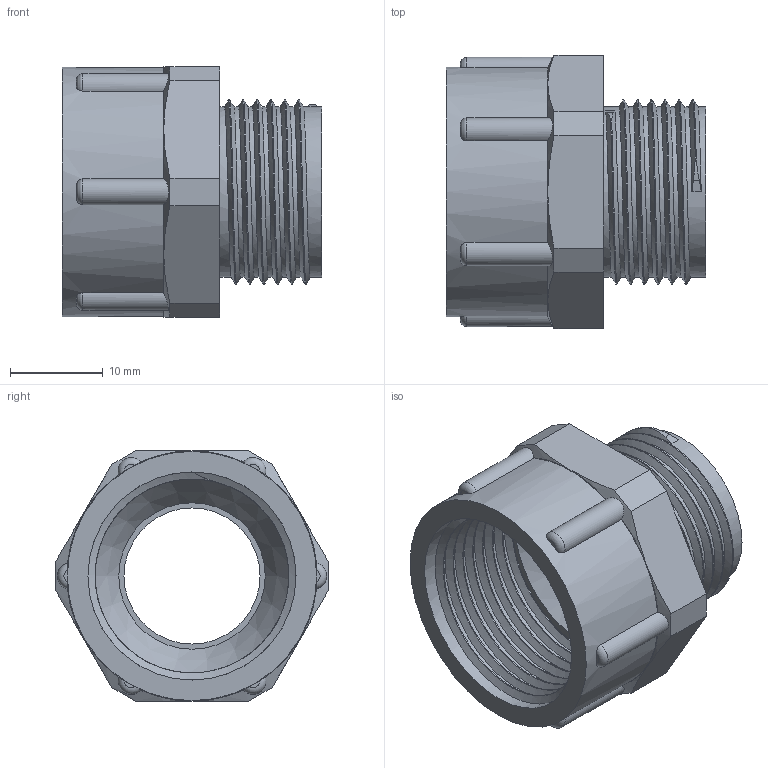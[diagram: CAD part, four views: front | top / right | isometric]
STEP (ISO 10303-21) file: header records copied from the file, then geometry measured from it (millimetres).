
FILE_DESCRIPTION(/* description */ ('Adapter sechskant M 20x1,5 / PG 16'),/* implementation_level */ '2;1');
FILE_NAME(/* name */ '11072016-RST.stp',/* time_stamp */ '2020-05-04T13:28:11+02:00',/* author */ ('sl'),/* organization */ (''),/* preprocessor_version */ 'ST-DEVELOPER v16.5',/* originating_system */ 'Autodesk Inventor 2017',/* authorisation */ '');
FILE_SCHEMA (('AUTOMOTIVE_DESIGN { 1 0 10303 214 3 1 1 }'));
Length unit declared in the file: millimetre
Products named in the file (1): 11072016
Bounding box: 28 x 29.46 x 27 mm (x, y, z)
Volume: 5342 mm3; surface area: 5364.6 mm2
Topology: 1 solids, 1 shells, 78 faces, 212 edges, 138 vertices
Faces by surface type: plane 32, cylinder 28, torus 7, cone 7, bspline 4
Full cylindrical faces by diameter (mm): 14.68 x1, 15.79 x1, 18.368 x6, 22.432 x7, 26.88 x1
Entity records: 4871 total; most frequent: CARTESIAN_POINT 3347, ORIENTED_EDGE 326, DIRECTION 291, EDGE_CURVE 163, AXIS2_PLACEMENT_3D 123, VERTEX_POINT 109, EDGE_LOOP 78, FACE_OUTER_BOUND 66
